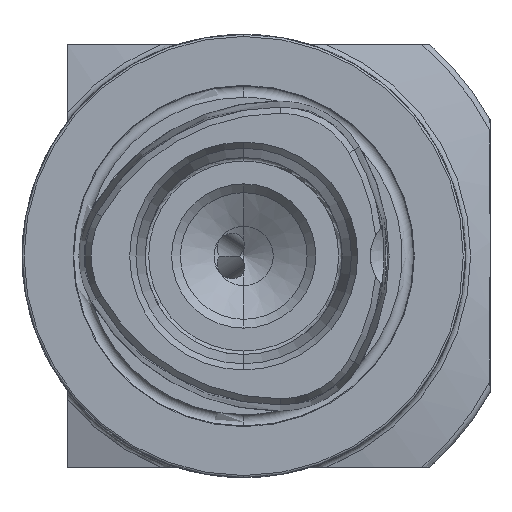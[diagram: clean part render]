
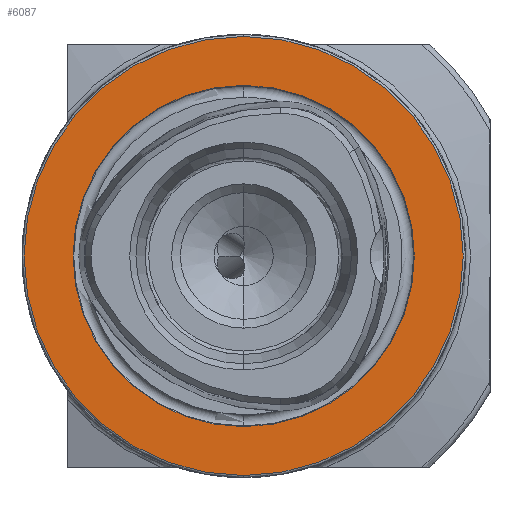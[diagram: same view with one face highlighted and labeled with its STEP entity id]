
A CAD part, left-side view. The second image highlights one B-rep face of the part: STEP entity #6087.
In plain terms, the highlighted planar face has unit normal (-1, 0, 0).
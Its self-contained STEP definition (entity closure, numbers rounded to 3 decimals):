
#598 = AXIS2_PLACEMENT_3D ( 'NONE', #4435, #4434, #4433 ) ;
#691 = CARTESIAN_POINT ( 'NONE',  ( 0., 0., 31.2 ) ) ;
#734 = CARTESIAN_POINT ( 'NONE',  ( 0., 0., -31.2 ) ) ;
#1267 = DIRECTION ( 'NONE',  ( 0., 0., -1. ) ) ;
#1268 = DIRECTION ( 'NONE',  ( 1., 0., 0. ) ) ;
#1274 = PLANE ( 'NONE',  #2337 ) ;
#1275 = CARTESIAN_POINT ( 'NONE',  ( 0., 24.25, 0. ) ) ;
#1854 = CIRCLE ( 'NONE', #598, 24.25 ) ;
#2017 = AXIS2_PLACEMENT_3D ( 'NONE', #4457, #4456, #4455 ) ;
#2118 = AXIS2_PLACEMENT_3D ( 'NONE', #3013, #3011, #3008 ) ;
#2119 = AXIS2_PLACEMENT_3D ( 'NONE', #3007, #3006, #3005 ) ;
#2203 = CIRCLE ( 'NONE', #2119, 24.25 ) ;
#2337 = AXIS2_PLACEMENT_3D ( 'NONE', #1275, #1268, #1267 ) ;
#2481 = CIRCLE ( 'NONE', #2118, 31.2 ) ;
#3005 = DIRECTION ( 'NONE',  ( 0., 0., 1. ) ) ;
#3006 = DIRECTION ( 'NONE',  ( -1., 0., 0. ) ) ;
#3007 = CARTESIAN_POINT ( 'NONE',  ( 0., 0., 0. ) ) ;
#3008 = DIRECTION ( 'NONE',  ( 0., 0., 1. ) ) ;
#3011 = DIRECTION ( 'NONE',  ( -1., 0., 0. ) ) ;
#3013 = CARTESIAN_POINT ( 'NONE',  ( 0., 0., 0. ) ) ;
#3785 = FACE_OUTER_BOUND ( 'NONE', #4175, .T. ) ;
#3792 = FACE_BOUND ( 'NONE', #4171, .T. ) ;
#4039 = ORIENTED_EDGE ( 'NONE', *, *, #5005, .F. ) ;
#4040 = ORIENTED_EDGE ( 'NONE', *, *, #4786, .F. ) ;
#4041 = ORIENTED_EDGE ( 'NONE', *, *, #4782, .T. ) ;
#4042 = ORIENTED_EDGE ( 'NONE', *, *, #5004, .T. ) ;
#4066 = VERTEX_POINT ( 'NONE', #7724 ) ;
#4105 = VERTEX_POINT ( 'NONE', #7674 ) ;
#4171 = EDGE_LOOP ( 'NONE', ( #4039, #4040 ) ) ;
#4175 = EDGE_LOOP ( 'NONE', ( #4041, #4042 ) ) ;
#4433 = DIRECTION ( 'NONE',  ( 0., 0., 1. ) ) ;
#4434 = DIRECTION ( 'NONE',  ( -1., 0., 0. ) ) ;
#4435 = CARTESIAN_POINT ( 'NONE',  ( 0., 0., 0. ) ) ;
#4455 = DIRECTION ( 'NONE',  ( 0., 0., 1. ) ) ;
#4456 = DIRECTION ( 'NONE',  ( -1., 0., 0. ) ) ;
#4457 = CARTESIAN_POINT ( 'NONE',  ( 0., 0., 0. ) ) ;
#4570 = CIRCLE ( 'NONE', #2017, 31.2 ) ;
#4782 = EDGE_CURVE ( 'NONE', #6845, #6810, #4570, .T. ) ;
#4786 = EDGE_CURVE ( 'NONE', #4066, #4105, #1854, .T. ) ;
#5004 = EDGE_CURVE ( 'NONE', #6810, #6845, #2481, .T. ) ;
#5005 = EDGE_CURVE ( 'NONE', #4105, #4066, #2203, .T. ) ;
#6087 = ADVANCED_FACE ( 'NONE', ( #3792, #3785 ), #1274, .F. ) ;
#6810 = VERTEX_POINT ( 'NONE', #734 ) ;
#6845 = VERTEX_POINT ( 'NONE', #691 ) ;
#7674 = CARTESIAN_POINT ( 'NONE',  ( 0., 0., 24.25 ) ) ;
#7724 = CARTESIAN_POINT ( 'NONE',  ( 0., 0., -24.25 ) ) ;
